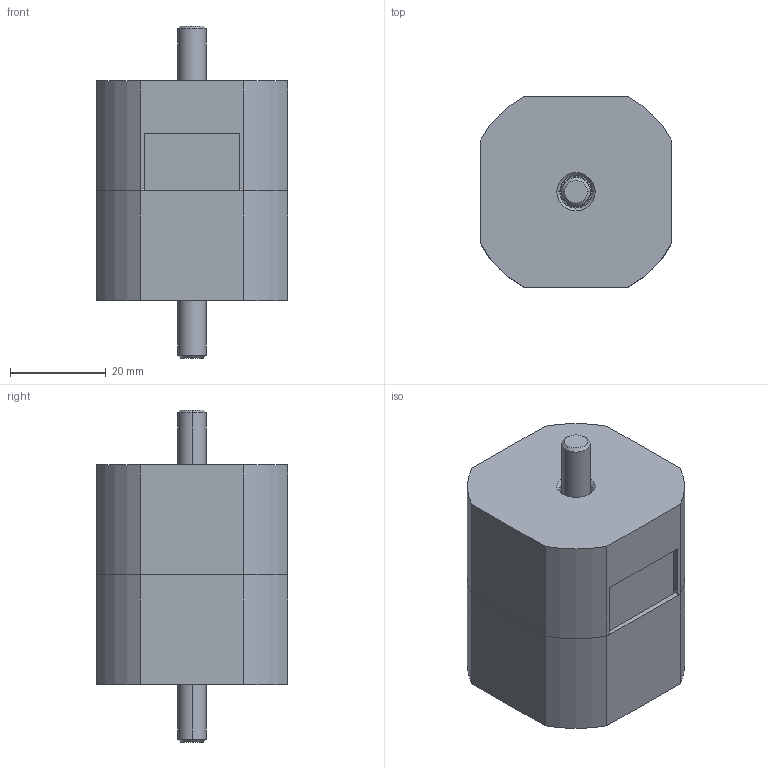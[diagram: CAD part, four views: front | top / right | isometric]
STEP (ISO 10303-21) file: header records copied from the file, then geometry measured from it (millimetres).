
FILE_DESCRIPTION(('STEP AP214'),'1');
FILE_NAME('cctmp_819DFB67-375D-4BF1-B35B-6E31CEDBC940_2023_07_20_17_18_18_0592_49776..stp','2023-07-20T15:18:18',('Meusburger Georg GmbH & Co KG'),('CADClick - www.CADClick.com'),'Spatial InterOp 3D',' ','unknown authorization');
FILE_SCHEMA(('AUTOMOTIVE_DESIGN'));
Length unit declared in the file: millimetre
Products named in the file (5): cc_unnamed; E 1200_6x16; E 1200_6x40; E 13062_40; E 13061_40
Assembly tree (4 placements, depth 2):
  cc_unnamed
    E 1200_6x16
    E 1200_6x40
    E 13062_40
    E 13061_40
Bounding box: 40 x 40 x 69.5 mm (x, y, z)
Volume: 66793.6 mm3; surface area: 16893.9 mm2
Topology: 4 solids, 4 shells, 99 faces, 228 edges, 146 vertices
Faces by surface type: plane 53, cylinder 26, cone 12, torus 8
Entity records: 3738 total; most frequent: DIRECTION 518, CARTESIAN_POINT 478, ORIENTED_EDGE 456, EDGE_CURVE 228, AXIS2_PLACEMENT_3D 186, VERTEX_POINT 146, LINE 146, VECTOR 146
